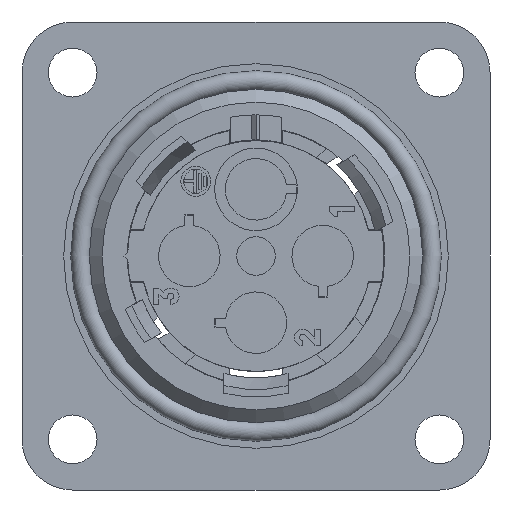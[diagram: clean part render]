
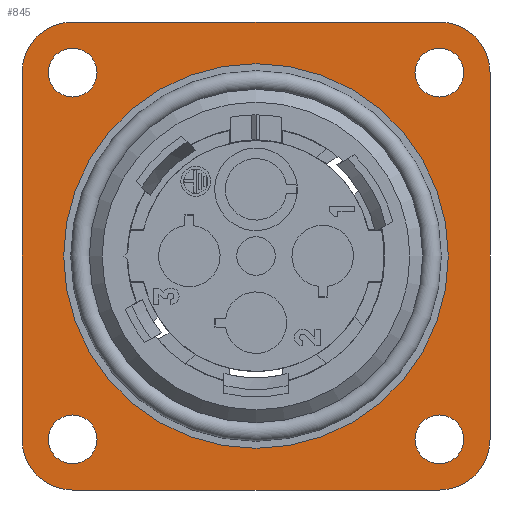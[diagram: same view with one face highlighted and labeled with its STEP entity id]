
A CAD part, left-side view. The second image highlights one B-rep face of the part: STEP entity #845.
In plain terms, the highlighted planar face has unit normal (-1, 0, 0).
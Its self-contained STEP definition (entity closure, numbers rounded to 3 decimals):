
#260=FACE_BOUND('',#1906,.T.);
#261=FACE_BOUND('',#1907,.T.);
#262=FACE_BOUND('',#1908,.T.);
#263=FACE_BOUND('',#1909,.T.);
#264=FACE_BOUND('',#1910,.T.);
#265=FACE_BOUND('',#1911,.T.);
#553=CIRCLE('',#7663,15.);
#555=CIRCLE('',#7666,1.9);
#557=CIRCLE('',#7669,1.9);
#559=CIRCLE('',#7672,1.9);
#561=CIRCLE('',#7675,1.9);
#562=CIRCLE('',#7677,3.95);
#563=CIRCLE('',#7678,3.95);
#564=CIRCLE('',#7679,3.95);
#565=CIRCLE('',#7680,3.95);
#845=ADVANCED_FACE('',(#260,#261,#262,#263,#264,#265),#1219,.T.);
#1219=PLANE('',#7681);
#1906=EDGE_LOOP('',(#2879));
#1907=EDGE_LOOP('',(#2880));
#1908=EDGE_LOOP('',(#2881));
#1909=EDGE_LOOP('',(#2882));
#1910=EDGE_LOOP('',(#2883));
#1911=EDGE_LOOP('',(#2884,#2885,#2886,#2887,#2888,#2889,#2890,#2891));
#2879=ORIENTED_EDGE('',*,*,#5379,.F.);
#2880=ORIENTED_EDGE('',*,*,#5381,.T.);
#2881=ORIENTED_EDGE('',*,*,#5383,.T.);
#2882=ORIENTED_EDGE('',*,*,#5385,.T.);
#2883=ORIENTED_EDGE('',*,*,#5387,.T.);
#2884=ORIENTED_EDGE('',*,*,#5388,.T.);
#2885=ORIENTED_EDGE('',*,*,#5389,.T.);
#2886=ORIENTED_EDGE('',*,*,#5390,.T.);
#2887=ORIENTED_EDGE('',*,*,#5391,.T.);
#2888=ORIENTED_EDGE('',*,*,#5392,.T.);
#2889=ORIENTED_EDGE('',*,*,#5393,.T.);
#2890=ORIENTED_EDGE('',*,*,#5394,.T.);
#2891=ORIENTED_EDGE('',*,*,#5395,.T.);
#4589=VERTEX_POINT('',#10962);
#4591=VERTEX_POINT('',#10967);
#4593=VERTEX_POINT('',#10972);
#4595=VERTEX_POINT('',#10977);
#4597=VERTEX_POINT('',#10982);
#4598=VERTEX_POINT('',#10985);
#4599=VERTEX_POINT('',#10986);
#4600=VERTEX_POINT('',#10988);
#4601=VERTEX_POINT('',#10990);
#4602=VERTEX_POINT('',#10992);
#4603=VERTEX_POINT('',#10994);
#4604=VERTEX_POINT('',#10996);
#4605=VERTEX_POINT('',#10998);
#5379=EDGE_CURVE('',#4589,#4589,#553,.T.);
#5381=EDGE_CURVE('',#4591,#4591,#555,.T.);
#5383=EDGE_CURVE('',#4593,#4593,#557,.T.);
#5385=EDGE_CURVE('',#4595,#4595,#559,.T.);
#5387=EDGE_CURVE('',#4597,#4597,#561,.T.);
#5388=EDGE_CURVE('',#4598,#4599,#6289,.T.);
#5389=EDGE_CURVE('',#4599,#4600,#562,.T.);
#5390=EDGE_CURVE('',#4600,#4601,#6290,.T.);
#5391=EDGE_CURVE('',#4601,#4602,#563,.T.);
#5392=EDGE_CURVE('',#4602,#4603,#6291,.T.);
#5393=EDGE_CURVE('',#4603,#4604,#564,.T.);
#5394=EDGE_CURVE('',#4604,#4605,#6292,.T.);
#5395=EDGE_CURVE('',#4605,#4598,#565,.T.);
#6289=LINE('',#10984,#6972);
#6290=LINE('',#10989,#6973);
#6291=LINE('',#10993,#6974);
#6292=LINE('',#10997,#6975);
#6972=VECTOR('',#8809,1.);
#6973=VECTOR('',#8812,1.);
#6974=VECTOR('',#8815,1.);
#6975=VECTOR('',#8818,1.);
#7663=AXIS2_PLACEMENT_3D('',#10961,#8781,#8782);
#7666=AXIS2_PLACEMENT_3D('',#10966,#8787,#8788);
#7669=AXIS2_PLACEMENT_3D('',#10971,#8793,#8794);
#7672=AXIS2_PLACEMENT_3D('',#10976,#8799,#8800);
#7675=AXIS2_PLACEMENT_3D('',#10981,#8805,#8806);
#7677=AXIS2_PLACEMENT_3D('',#10987,#8810,#8811);
#7678=AXIS2_PLACEMENT_3D('',#10991,#8813,#8814);
#7679=AXIS2_PLACEMENT_3D('',#10995,#8816,#8817);
#7680=AXIS2_PLACEMENT_3D('',#10999,#8819,#8820);
#7681=AXIS2_PLACEMENT_3D('',#11000,#8821,#8822);
#8781=DIRECTION('',(-1.,0.,0.));
#8782=DIRECTION('',(0.,-1.,0.));
#8787=DIRECTION('',(1.,0.,0.));
#8788=DIRECTION('',(0.,-1.,0.));
#8793=DIRECTION('',(1.,0.,0.));
#8794=DIRECTION('',(0.,-1.,0.));
#8799=DIRECTION('',(1.,0.,0.));
#8800=DIRECTION('',(0.,-1.,0.));
#8805=DIRECTION('',(1.,0.,0.));
#8806=DIRECTION('',(0.,-1.,0.));
#8809=DIRECTION('',(0.,-1.,0.));
#8810=DIRECTION('',(-1.,0.,0.));
#8811=DIRECTION('',(0.,0.,-1.));
#8812=DIRECTION('',(0.,0.,1.));
#8813=DIRECTION('',(-1.,0.,0.));
#8814=DIRECTION('',(0.,-1.,0.));
#8815=DIRECTION('',(0.,1.,0.));
#8816=DIRECTION('',(-1.,0.,0.));
#8817=DIRECTION('',(0.,0.,1.));
#8818=DIRECTION('',(0.,0.,-1.));
#8819=DIRECTION('',(-1.,0.,0.));
#8820=DIRECTION('',(0.,1.,0.));
#8821=DIRECTION('',(-1.,0.,0.));
#8822=DIRECTION('',(0.,-1.,0.));
#10961=CARTESIAN_POINT('',(-17.,0.,0.));
#10962=CARTESIAN_POINT('',(-17.,-15.,0.));
#10966=CARTESIAN_POINT('',(-17.,-14.3,-14.3));
#10967=CARTESIAN_POINT('',(-17.,-16.2,-14.3));
#10971=CARTESIAN_POINT('',(-17.,-14.3,14.3));
#10972=CARTESIAN_POINT('',(-17.,-16.2,14.3));
#10976=CARTESIAN_POINT('',(-17.,14.3,14.3));
#10977=CARTESIAN_POINT('',(-17.,12.4,14.3));
#10981=CARTESIAN_POINT('',(-17.,14.3,-14.3));
#10982=CARTESIAN_POINT('',(-17.,12.4,-14.3));
#10984=CARTESIAN_POINT('',(-17.,14.3,-18.25));
#10985=CARTESIAN_POINT('',(-17.,14.3,-18.25));
#10986=CARTESIAN_POINT('',(-17.,-14.3,-18.25));
#10987=CARTESIAN_POINT('',(-17.,-14.3,-14.3));
#10988=CARTESIAN_POINT('',(-17.,-18.25,-14.3));
#10989=CARTESIAN_POINT('',(-17.,-18.25,-14.3));
#10990=CARTESIAN_POINT('',(-17.,-18.25,14.3));
#10991=CARTESIAN_POINT('',(-17.,-14.3,14.3));
#10992=CARTESIAN_POINT('',(-17.,-14.3,18.25));
#10993=CARTESIAN_POINT('',(-17.,-14.3,18.25));
#10994=CARTESIAN_POINT('',(-17.,14.3,18.25));
#10995=CARTESIAN_POINT('',(-17.,14.3,14.3));
#10996=CARTESIAN_POINT('',(-17.,18.25,14.3));
#10997=CARTESIAN_POINT('',(-17.,18.25,14.3));
#10998=CARTESIAN_POINT('',(-17.,18.25,-14.3));
#10999=CARTESIAN_POINT('',(-17.,14.3,-14.3));
#11000=CARTESIAN_POINT('',(-17.,20.175,-20.175));
